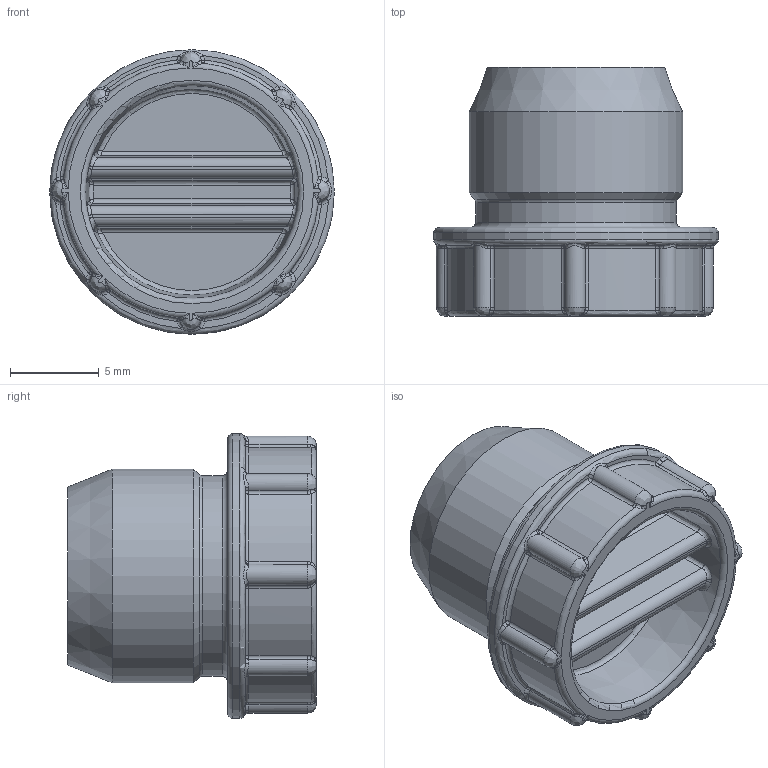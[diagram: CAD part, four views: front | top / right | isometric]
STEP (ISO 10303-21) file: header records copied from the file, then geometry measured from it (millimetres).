
FILE_DESCRIPTION(/* description */ (''),/* implementation_level */ '2;1');
FILE_NAME(/* name */ 'Schraubstopfen-M12x1_stp.stp',/* time_stamp */ '2016-08-31T11:34:55+02:00',/* author */ (''),/* organization */ (''),/* preprocessor_version */ 'ST-DEVELOPER v16',/* originating_system */ 'SIEMENS PLM Software NX 10.0',/* authorisation */ '');
FILE_SCHEMA (('AUTOMOTIVE_DESIGN { 1 0 10303 214 3 1 1 1 }'));
Length unit declared in the file: millimetre
Products named in the file (1): Schraubstopfen-M12x1_stp
Bounding box: 16 x 14 x 16 mm (x, y, z)
Volume: 945.7 mm3; surface area: 1412.2 mm2
Topology: 1 solids, 1 shells, 236 faces, 534 edges, 291 vertices
Faces by surface type: bspline 90, cylinder 60, torus 46, plane 21, sphere 16, cone 3
Full cylindrical faces by diameter (mm): 8.6 x1, 11.29 x1, 12 x1, 16 x1
Entity records: 7312 total; most frequent: CARTESIAN_POINT 2765, ORIENTED_EDGE 990, DIRECTION 900, EDGE_CURVE 495, AXIS2_PLACEMENT_3D 418, VERTEX_POINT 279, CIRCLE 271, EDGE_LOOP 250
